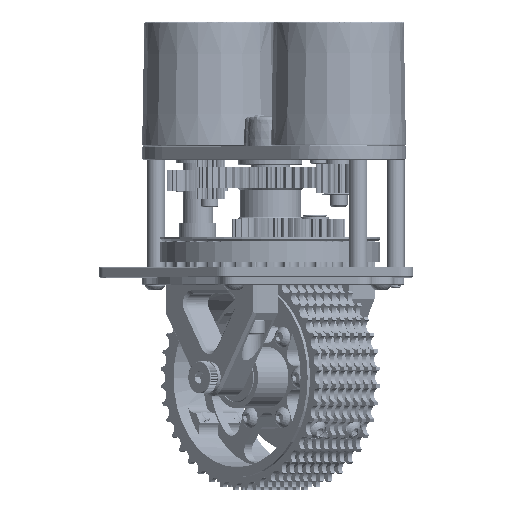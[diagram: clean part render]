
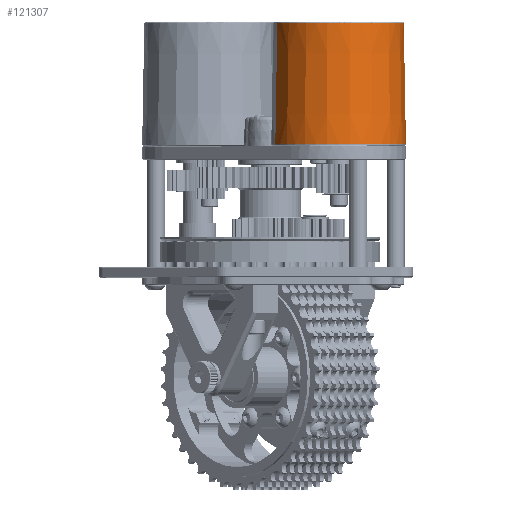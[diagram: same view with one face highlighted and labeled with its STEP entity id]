
A CAD part, top view. The second image highlights one B-rep face of the part: STEP entity #121307.
In plain terms, the highlighted conical face has half-angle 1 degrees and reference radius 29.991 mm.
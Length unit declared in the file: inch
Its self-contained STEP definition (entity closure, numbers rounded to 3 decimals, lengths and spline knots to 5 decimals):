
#1275 = VECTOR ( 'NONE', #244944, 39.37008 ) ;
#9885 = CIRCLE ( 'NONE', #155373, 1.14364 ) ;
#11258 = DIRECTION ( 'NONE',  ( 0., 0., 1. ) ) ;
#12425 = DIRECTION ( 'NONE',  ( 0., 0., 1. ) ) ;
#14710 = AXIS2_PLACEMENT_3D ( 'NONE', #185641, #83658, #165496 ) ;
#15094 = CARTESIAN_POINT ( 'NONE',  ( -1.18075, 0., -0.02003 ) ) ;
#22102 = EDGE_CURVE ( 'NONE', #162164, #250832, #9885, .T. ) ;
#22949 = AXIS2_PLACEMENT_3D ( 'NONE', #52088, #133925, #30691 ) ;
#30691 = DIRECTION ( 'NONE',  ( 1., 0., 0. ) ) ;
#46043 = ORIENTED_EDGE ( 'NONE', *, *, #22102, .T. ) ;
#52088 = CARTESIAN_POINT ( 'NONE',  ( 0., 0., -2.14601 ) ) ;
#53254 = CARTESIAN_POINT ( 'NONE',  ( 1.18075, 0., -0.02003 ) ) ;
#57681 = DIRECTION ( 'NONE',  ( -0.017, 0., 1. ) ) ;
#69323 = VERTEX_POINT ( 'NONE', #124519 ) ;
#72711 = DIRECTION ( 'NONE',  ( 1., 0., 0. ) ) ;
#78109 = ORIENTED_EDGE ( 'NONE', *, *, #226681, .T. ) ;
#80443 = CARTESIAN_POINT ( 'NONE',  ( -1.18075, 0., -0.02003 ) ) ;
#81671 = EDGE_CURVE ( 'NONE', #162164, #208214, #142183, .T. ) ;
#83658 = DIRECTION ( 'NONE',  ( 0., 0., -1. ) ) ;
#91672 = DIRECTION ( 'NONE',  ( 1., 0., 0. ) ) ;
#95881 = EDGE_CURVE ( 'NONE', #256019, #208214, #96008, .T. ) ;
#96008 = CIRCLE ( 'NONE', #14710, 1.18075 ) ;
#107528 = EDGE_LOOP ( 'NONE', ( #262004, #46043, #254884, #78109, #128377 ) ) ;
#121307 = ADVANCED_FACE ( 'NONE', ( #196145 ), #216369, .T. ) ;
#124519 = CARTESIAN_POINT ( 'NONE',  ( 1.14364, 0., -2.14601 ) ) ;
#128377 = ORIENTED_EDGE ( 'NONE', *, *, #95881, .T. ) ;
#133925 = DIRECTION ( 'NONE',  ( 0., 0., 1. ) ) ;
#137727 = VECTOR ( 'NONE', #57681, 39.37008 ) ;
#142183 = LINE ( 'NONE', #80443, #137727 ) ;
#154407 = CARTESIAN_POINT ( 'NONE',  ( 0., -1.14364, -2.14601 ) ) ;
#155373 = AXIS2_PLACEMENT_3D ( 'NONE', #235186, #11258, #91672 ) ;
#159142 = CARTESIAN_POINT ( 'NONE',  ( -1.14364, 0., -2.14601 ) ) ;
#160018 = CIRCLE ( 'NONE', #22949, 1.14364 ) ;
#162164 = VERTEX_POINT ( 'NONE', #159142 ) ;
#165496 = DIRECTION ( 'NONE',  ( 1., 0., 0. ) ) ;
#185641 = CARTESIAN_POINT ( 'NONE',  ( 0., 0., -0.02003 ) ) ;
#196145 = FACE_OUTER_BOUND ( 'NONE', #107528, .T. ) ;
#200365 = CARTESIAN_POINT ( 'NONE',  ( 1.18075, 0., -0.02003 ) ) ;
#208214 = VERTEX_POINT ( 'NONE', #15094 ) ;
#209120 = EDGE_CURVE ( 'NONE', #250832, #69323, #160018, .T. ) ;
#216369 = CONICAL_SURFACE ( 'NONE', #250654, 1.18075, 0.017 ) ;
#226681 = EDGE_CURVE ( 'NONE', #69323, #256019, #237028, .T. ) ;
#233738 = CARTESIAN_POINT ( 'NONE',  ( 0., 0., -0.02003 ) ) ;
#235186 = CARTESIAN_POINT ( 'NONE',  ( 0., 0., -2.14601 ) ) ;
#237028 = LINE ( 'NONE', #53254, #1275 ) ;
#244944 = DIRECTION ( 'NONE',  ( 0.017, 0., 1. ) ) ;
#250654 = AXIS2_PLACEMENT_3D ( 'NONE', #233738, #12425, #72711 ) ;
#250832 = VERTEX_POINT ( 'NONE', #154407 ) ;
#254884 = ORIENTED_EDGE ( 'NONE', *, *, #209120, .T. ) ;
#256019 = VERTEX_POINT ( 'NONE', #200365 ) ;
#262004 = ORIENTED_EDGE ( 'NONE', *, *, #81671, .F. ) ;
